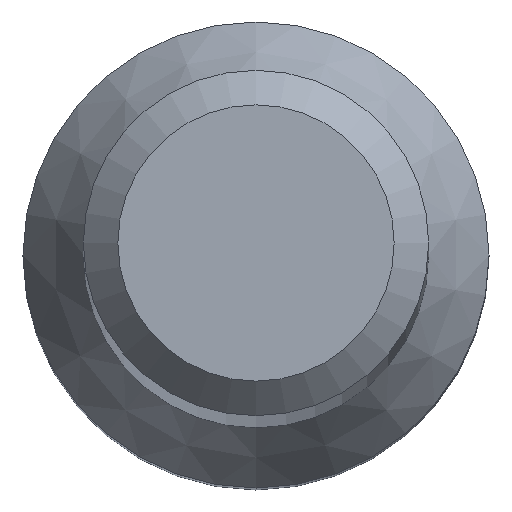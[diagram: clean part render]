
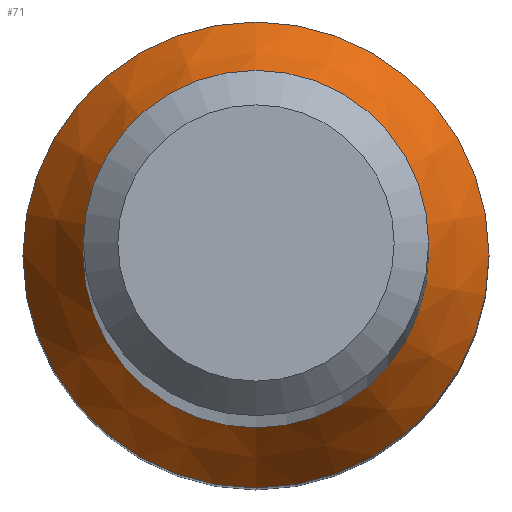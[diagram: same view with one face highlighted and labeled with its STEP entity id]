
A CAD part, top view. The second image highlights one B-rep face of the part: STEP entity #71.
In plain terms, the highlighted conical face has half-angle 30 degrees and reference radius 2.024 mm.
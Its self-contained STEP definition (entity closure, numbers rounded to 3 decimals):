
#19 = CONICAL_SURFACE ( 'NONE', #166, 2.024, 0.524 ) ;
#27 = EDGE_LOOP ( 'NONE', ( #236 ) ) ;
#33 = DIRECTION ( 'NONE',  ( 0., 1., 0. ) ) ;
#48 = DIRECTION ( 'NONE',  ( 0., 1., 0. ) ) ;
#50 = DIRECTION ( 'NONE',  ( 0., 0., -1. ) ) ;
#52 = AXIS2_PLACEMENT_3D ( 'NONE', #88, #72, #33 ) ;
#70 = VERTEX_POINT ( 'NONE', #143 ) ;
#71 = ADVANCED_FACE ( 'NONE', ( #141, #210 ), #19, .T. ) ;
#72 = DIRECTION ( 'NONE',  ( 0., 0., -1. ) ) ;
#73 = CIRCLE ( 'NONE', #206, 1.5 ) ;
#88 = CARTESIAN_POINT ( 'NONE',  ( 0., 0., 10.175 ) ) ;
#107 = DIRECTION ( 'NONE',  ( 0., 1., 0. ) ) ;
#138 = EDGE_CURVE ( 'NONE', #70, #70, #223, .T. ) ;
#141 = FACE_BOUND ( 'NONE', #27, .T. ) ;
#143 = CARTESIAN_POINT ( 'NONE',  ( 0., 2.024, 10.175 ) ) ;
#145 = CARTESIAN_POINT ( 'NONE',  ( 0., 1.5, 11.083 ) ) ;
#147 = CARTESIAN_POINT ( 'NONE',  ( 0., 0., 11.083 ) ) ;
#153 = EDGE_LOOP ( 'NONE', ( #196 ) ) ;
#166 = AXIS2_PLACEMENT_3D ( 'NONE', #232, #215, #48 ) ;
#196 = ORIENTED_EDGE ( 'NONE', *, *, #138, .F. ) ;
#206 = AXIS2_PLACEMENT_3D ( 'NONE', #147, #50, #107 ) ;
#210 = FACE_OUTER_BOUND ( 'NONE', #153, .T. ) ;
#215 = DIRECTION ( 'NONE',  ( 0., 0., -1. ) ) ;
#223 = CIRCLE ( 'NONE', #52, 2.024 ) ;
#232 = CARTESIAN_POINT ( 'NONE',  ( 0., 0., 10.175 ) ) ;
#236 = ORIENTED_EDGE ( 'NONE', *, *, #242, .T. ) ;
#239 = VERTEX_POINT ( 'NONE', #145 ) ;
#242 = EDGE_CURVE ( 'NONE', #239, #239, #73, .T. ) ;
